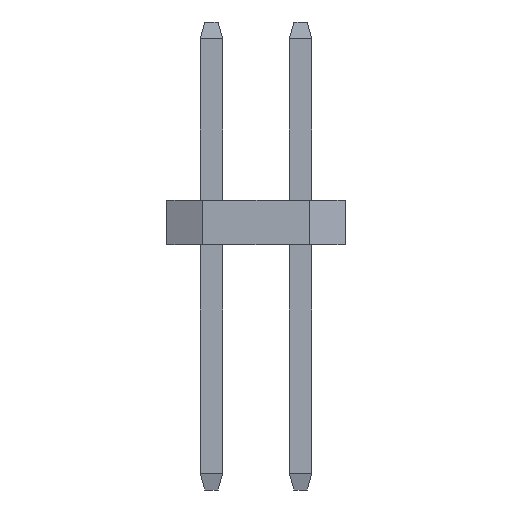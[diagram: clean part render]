
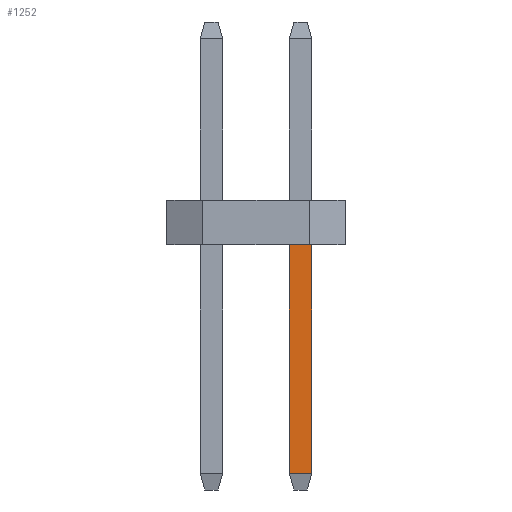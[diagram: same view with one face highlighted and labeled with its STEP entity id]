
A CAD part, left-side view. The second image highlights one B-rep face of the part: STEP entity #1252.
In plain terms, the highlighted planar face has unit normal (-1, 0, 0).
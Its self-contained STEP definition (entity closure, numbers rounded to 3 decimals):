
#229 = DIRECTION ( 'NONE',  ( 0., 0., 1. ) ) ;
#451 = ORIENTED_EDGE ( 'NONE', *, *, #2606, .T. ) ;
#550 = CARTESIAN_POINT ( 'NONE',  ( -39.25, -0.75, -5.127 ) ) ;
#1119 = ORIENTED_EDGE ( 'NONE', *, *, #2833, .T. ) ;
#1252 = ADVANCED_FACE ( 'NONE', ( #3169 ), #5686, .T. ) ;
#1320 = LINE ( 'NONE', #6353, #2296 ) ;
#1607 = LINE ( 'NONE', #5552, #4309 ) ;
#2173 = DIRECTION ( 'NONE',  ( 0., -1., 0. ) ) ;
#2296 = VECTOR ( 'NONE', #4685, 1000. ) ;
#2441 = VERTEX_POINT ( 'NONE', #6064 ) ;
#2600 = EDGE_CURVE ( 'NONE', #6954, #3312, #1320, .T. ) ;
#2606 = EDGE_CURVE ( 'NONE', #3312, #2441, #6632, .T. ) ;
#2783 = CARTESIAN_POINT ( 'NONE',  ( -39.25, -1.25, -5.127 ) ) ;
#2833 = EDGE_CURVE ( 'NONE', #3588, #6954, #4926, .T. ) ;
#3169 = FACE_OUTER_BOUND ( 'NONE', #6799, .T. ) ;
#3312 = VERTEX_POINT ( 'NONE', #550 ) ;
#3588 = VERTEX_POINT ( 'NONE', #3697 ) ;
#3618 = DIRECTION ( 'NONE',  ( 0., 0., 1. ) ) ;
#3697 = CARTESIAN_POINT ( 'NONE',  ( -39.25, -1.25, 0. ) ) ;
#4309 = VECTOR ( 'NONE', #3618, 1000. ) ;
#4685 = DIRECTION ( 'NONE',  ( 0., 0., -1. ) ) ;
#4926 = LINE ( 'NONE', #7447, #7307 ) ;
#5060 = CARTESIAN_POINT ( 'NONE',  ( -39.25, 0., 0. ) ) ;
#5079 = EDGE_CURVE ( 'NONE', #2441, #3588, #1607, .T. ) ;
#5382 = ORIENTED_EDGE ( 'NONE', *, *, #5079, .T. ) ;
#5552 = CARTESIAN_POINT ( 'NONE',  ( -39.25, -1.25, -5.5 ) ) ;
#5686 = PLANE ( 'NONE',  #7648 ) ;
#6064 = CARTESIAN_POINT ( 'NONE',  ( -39.25, -1.25, -5.127 ) ) ;
#6069 = ORIENTED_EDGE ( 'NONE', *, *, #2600, .T. ) ;
#6353 = CARTESIAN_POINT ( 'NONE',  ( -39.25, -0.75, -5.5 ) ) ;
#6632 = LINE ( 'NONE', #2783, #6780 ) ;
#6780 = VECTOR ( 'NONE', #2173, 1000. ) ;
#6799 = EDGE_LOOP ( 'NONE', ( #5382, #1119, #6069, #451 ) ) ;
#6954 = VERTEX_POINT ( 'NONE', #7158 ) ;
#7158 = CARTESIAN_POINT ( 'NONE',  ( -39.25, -0.75, 0. ) ) ;
#7307 = VECTOR ( 'NONE', #7568, 1000. ) ;
#7447 = CARTESIAN_POINT ( 'NONE',  ( -39.25, 0., 0. ) ) ;
#7568 = DIRECTION ( 'NONE',  ( 0., 1., 0. ) ) ;
#7582 = DIRECTION ( 'NONE',  ( -1., 0., 0. ) ) ;
#7648 = AXIS2_PLACEMENT_3D ( 'NONE', #5060, #7582, #229 ) ;
